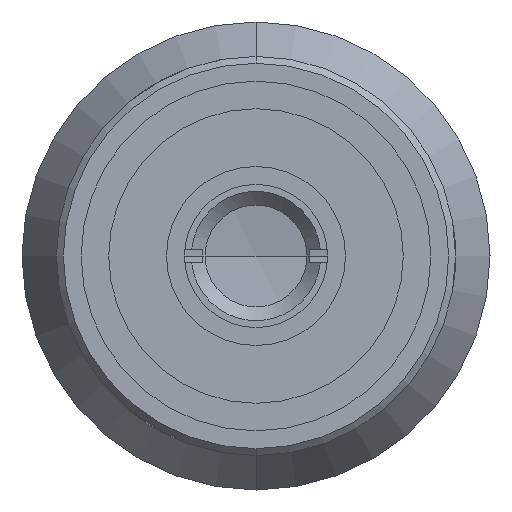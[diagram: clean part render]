
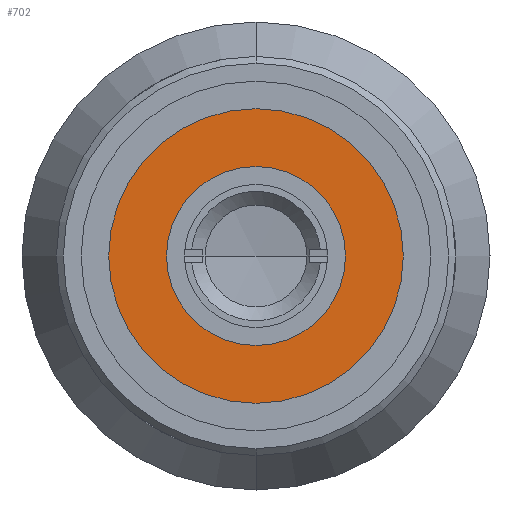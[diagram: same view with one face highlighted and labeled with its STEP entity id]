
A CAD part, front view. The second image highlights one B-rep face of the part: STEP entity #702.
In plain terms, the highlighted planar face has unit normal (0, -1, 0).
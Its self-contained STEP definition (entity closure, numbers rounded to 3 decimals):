
#20 = CIRCLE ( 'NONE', #1861, 6.5 ) ;
#49 = FACE_BOUND ( 'NONE', #993, .T. ) ;
#87 = VERTEX_POINT ( 'NONE', #416 ) ;
#106 = VERTEX_POINT ( 'NONE', #1053 ) ;
#338 = DIRECTION ( 'NONE',  ( -1., 0., 0. ) ) ;
#414 = CARTESIAN_POINT ( 'NONE',  ( 0., -187.7, 0. ) ) ;
#416 = CARTESIAN_POINT ( 'NONE',  ( -11.5, -187.7, 0. ) ) ;
#434 = AXIS2_PLACEMENT_3D ( 'NONE', #414, #793, #1731 ) ;
#525 = CIRCLE ( 'NONE', #833, 11.5 ) ;
#571 = DIRECTION ( 'NONE',  ( -1., 0., 0. ) ) ;
#585 = EDGE_CURVE ( 'NONE', #106, #928, #599, .T. ) ;
#599 = CIRCLE ( 'NONE', #977, 6.5 ) ;
#629 = CARTESIAN_POINT ( 'NONE',  ( 11.5, -187.7, 0. ) ) ;
#648 = ORIENTED_EDGE ( 'NONE', *, *, #1402, .F. ) ;
#674 = DIRECTION ( 'NONE',  ( 0., -1., 0. ) ) ;
#698 = DIRECTION ( 'NONE',  ( 0., 1., 0. ) ) ;
#702 = ADVANCED_FACE ( 'NONE', ( #49, #2032 ), #1029, .T. ) ;
#793 = DIRECTION ( 'NONE',  ( 0., 1., 0. ) ) ;
#812 = VERTEX_POINT ( 'NONE', #629 ) ;
#833 = AXIS2_PLACEMENT_3D ( 'NONE', #901, #1216, #571 ) ;
#841 = ORIENTED_EDGE ( 'NONE', *, *, #585, .T. ) ;
#887 = EDGE_CURVE ( 'NONE', #812, #87, #1676, .T. ) ;
#901 = CARTESIAN_POINT ( 'NONE',  ( 0., -187.7, 0. ) ) ;
#928 = VERTEX_POINT ( 'NONE', #1330 ) ;
#933 = AXIS2_PLACEMENT_3D ( 'NONE', #981, #674, #1944 ) ;
#977 = AXIS2_PLACEMENT_3D ( 'NONE', #1182, #1034, #1639 ) ;
#981 = CARTESIAN_POINT ( 'NONE',  ( -11.5, -187.7, 0. ) ) ;
#993 = EDGE_LOOP ( 'NONE', ( #1200, #841 ) ) ;
#997 = CARTESIAN_POINT ( 'NONE',  ( 0., -187.7, 0. ) ) ;
#1029 = PLANE ( 'NONE',  #933 ) ;
#1034 = DIRECTION ( 'NONE',  ( 0., 1., 0. ) ) ;
#1053 = CARTESIAN_POINT ( 'NONE',  ( 6.5, -187.7, 0. ) ) ;
#1182 = CARTESIAN_POINT ( 'NONE',  ( 0., -187.7, 0. ) ) ;
#1200 = ORIENTED_EDGE ( 'NONE', *, *, #1303, .T. ) ;
#1216 = DIRECTION ( 'NONE',  ( 0., 1., 0. ) ) ;
#1303 = EDGE_CURVE ( 'NONE', #928, #106, #20, .T. ) ;
#1330 = CARTESIAN_POINT ( 'NONE',  ( -6.5, -187.7, 0. ) ) ;
#1402 = EDGE_CURVE ( 'NONE', #87, #812, #525, .T. ) ;
#1639 = DIRECTION ( 'NONE',  ( -1., 0., 0. ) ) ;
#1676 = CIRCLE ( 'NONE', #434, 11.5 ) ;
#1723 = EDGE_LOOP ( 'NONE', ( #648, #1832 ) ) ;
#1731 = DIRECTION ( 'NONE',  ( -1., 0., 0. ) ) ;
#1832 = ORIENTED_EDGE ( 'NONE', *, *, #887, .F. ) ;
#1861 = AXIS2_PLACEMENT_3D ( 'NONE', #997, #698, #338 ) ;
#1944 = DIRECTION ( 'NONE',  ( 1., 0., 0. ) ) ;
#2032 = FACE_OUTER_BOUND ( 'NONE', #1723, .T. ) ;
